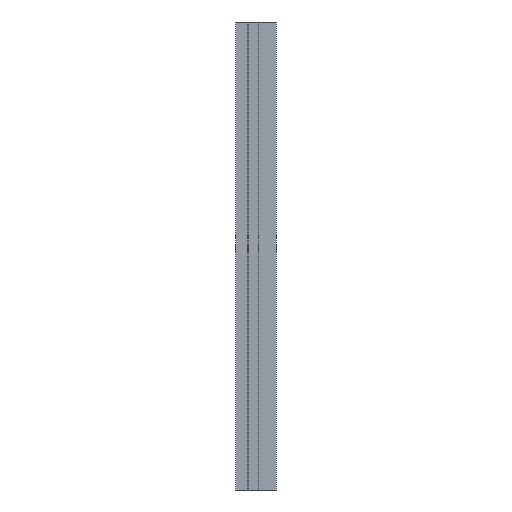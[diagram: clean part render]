
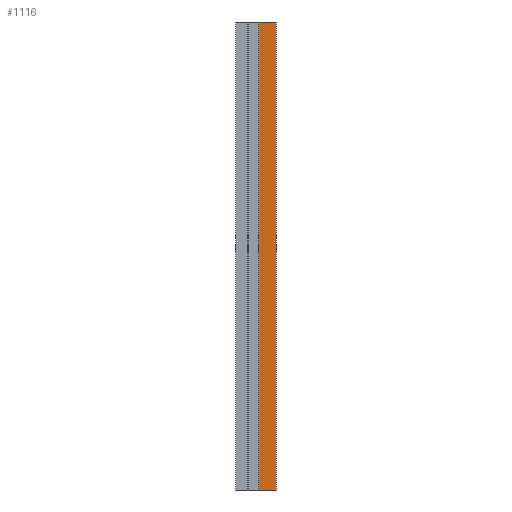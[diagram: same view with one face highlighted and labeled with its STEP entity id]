
A CAD part, left-side view. The second image highlights one B-rep face of the part: STEP entity #1116.
In plain terms, the highlighted planar face has unit normal (-1, 0, 0).
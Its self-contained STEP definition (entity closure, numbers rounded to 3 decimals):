
#51 = CARTESIAN_POINT ( 'NONE',  ( -11.8, 0., 550. ) ) ;
#53 = EDGE_LOOP ( 'NONE', ( #881, #357, #629, #440 ) ) ;
#82 = CARTESIAN_POINT ( 'NONE',  ( -11.8, 0., -550. ) ) ;
#88 = LINE ( 'NONE', #404, #1086 ) ;
#139 = EDGE_CURVE ( 'NONE', #954, #574, #511, .T. ) ;
#142 = CARTESIAN_POINT ( 'NONE',  ( -11.8, 0., -550. ) ) ;
#158 = DIRECTION ( 'NONE',  ( 0., -1., 0. ) ) ;
#174 = CARTESIAN_POINT ( 'NONE',  ( -11.8, 0., 550. ) ) ;
#222 = VECTOR ( 'NONE', #274, 1000. ) ;
#274 = DIRECTION ( 'NONE',  ( 0., 0., -1. ) ) ;
#290 = AXIS2_PLACEMENT_3D ( 'NONE', #927, #302, #935 ) ;
#302 = DIRECTION ( 'NONE',  ( 1., 0., 0. ) ) ;
#357 = ORIENTED_EDGE ( 'NONE', *, *, #972, .F. ) ;
#390 = CARTESIAN_POINT ( 'NONE',  ( -11.8, 40.8, -550. ) ) ;
#404 = CARTESIAN_POINT ( 'NONE',  ( -11.8, 0., 550. ) ) ;
#409 = CARTESIAN_POINT ( 'NONE',  ( -11.8, 40.8, 550. ) ) ;
#440 = ORIENTED_EDGE ( 'NONE', *, *, #139, .T. ) ;
#511 = LINE ( 'NONE', #409, #1164 ) ;
#512 = DIRECTION ( 'NONE',  ( 0., -1., 0. ) ) ;
#574 = VERTEX_POINT ( 'NONE', #390 ) ;
#582 = VECTOR ( 'NONE', #158, 1000. ) ;
#606 = CARTESIAN_POINT ( 'NONE',  ( -11.8, 40.8, 550. ) ) ;
#629 = ORIENTED_EDGE ( 'NONE', *, *, #1068, .F. ) ;
#721 = PLANE ( 'NONE',  #290 ) ;
#736 = DIRECTION ( 'NONE',  ( 0., 0., -1. ) ) ;
#881 = ORIENTED_EDGE ( 'NONE', *, *, #1223, .T. ) ;
#927 = CARTESIAN_POINT ( 'NONE',  ( -11.8, 0., 550. ) ) ;
#935 = DIRECTION ( 'NONE',  ( 0., 1., 0. ) ) ;
#954 = VERTEX_POINT ( 'NONE', #606 ) ;
#972 = EDGE_CURVE ( 'NONE', #999, #1113, #1225, .T. ) ;
#999 = VERTEX_POINT ( 'NONE', #174 ) ;
#1068 = EDGE_CURVE ( 'NONE', #954, #999, #88, .T. ) ;
#1086 = VECTOR ( 'NONE', #512, 1000. ) ;
#1113 = VERTEX_POINT ( 'NONE', #82 ) ;
#1116 = ADVANCED_FACE ( 'NONE', ( #1143 ), #721, .F. ) ;
#1143 = FACE_OUTER_BOUND ( 'NONE', #53, .T. ) ;
#1164 = VECTOR ( 'NONE', #736, 1000. ) ;
#1223 = EDGE_CURVE ( 'NONE', #574, #1113, #1331, .T. ) ;
#1225 = LINE ( 'NONE', #51, #222 ) ;
#1331 = LINE ( 'NONE', #142, #582 ) ;
